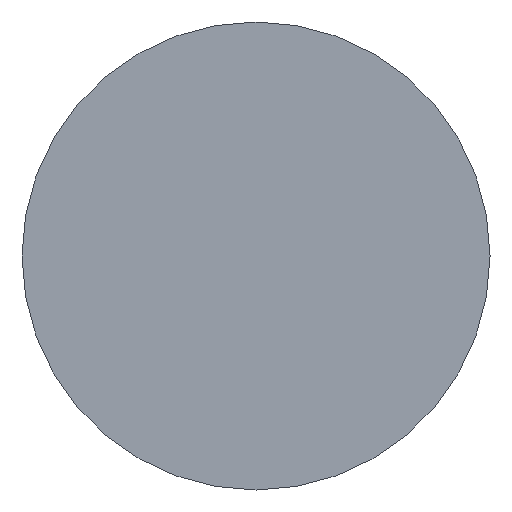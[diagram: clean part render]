
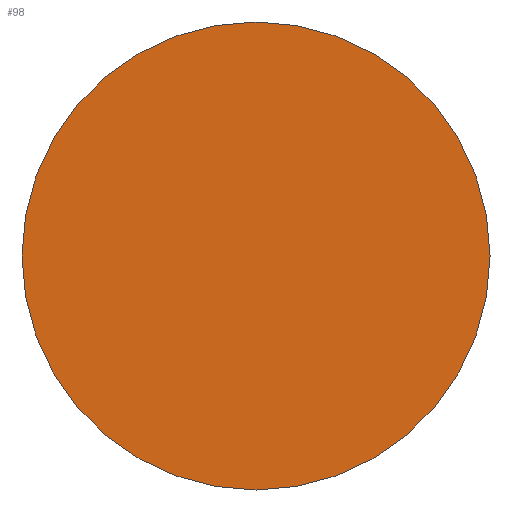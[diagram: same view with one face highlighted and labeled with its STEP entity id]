
A CAD part, front view. The second image highlights one B-rep face of the part: STEP entity #98.
In plain terms, the highlighted planar face has unit normal (0, -1, 0).
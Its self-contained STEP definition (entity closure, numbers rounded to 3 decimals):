
#6 = EDGE_CURVE ( 'NONE', #81, #487, #100, .T. ) ;
#81 = VERTEX_POINT ( 'NONE', #1069 ) ;
#98 = ADVANCED_FACE ( 'NONE', ( #858 ), #789, .F. ) ;
#99 = DIRECTION ( 'NONE',  ( 0., 1., 0. ) ) ;
#100 = CIRCLE ( 'NONE', #1123, 1.5 ) ;
#131 = AXIS2_PLACEMENT_3D ( 'NONE', #304, #204, #917 ) ;
#204 = DIRECTION ( 'NONE',  ( 0., 1., 0. ) ) ;
#288 = CARTESIAN_POINT ( 'NONE',  ( 0., -8., 1.5 ) ) ;
#290 = DIRECTION ( 'NONE',  ( 0., 0., 1. ) ) ;
#304 = CARTESIAN_POINT ( 'NONE',  ( 0., -8., 0. ) ) ;
#384 = ORIENTED_EDGE ( 'NONE', *, *, #6, .F. ) ;
#464 = AXIS2_PLACEMENT_3D ( 'NONE', #691, #534, #653 ) ;
#483 = CIRCLE ( 'NONE', #131, 1.5 ) ;
#487 = VERTEX_POINT ( 'NONE', #288 ) ;
#534 = DIRECTION ( 'NONE',  ( 0., 1., 0. ) ) ;
#653 = DIRECTION ( 'NONE',  ( 0., 0., 1. ) ) ;
#691 = CARTESIAN_POINT ( 'NONE',  ( 0., -8., 0. ) ) ;
#789 = PLANE ( 'NONE',  #464 ) ;
#819 = EDGE_LOOP ( 'NONE', ( #384, #854 ) ) ;
#854 = ORIENTED_EDGE ( 'NONE', *, *, #1077, .F. ) ;
#858 = FACE_OUTER_BOUND ( 'NONE', #819, .T. ) ;
#917 = DIRECTION ( 'NONE',  ( 0., 0., 1. ) ) ;
#1069 = CARTESIAN_POINT ( 'NONE',  ( 0., -8., -1.5 ) ) ;
#1077 = EDGE_CURVE ( 'NONE', #487, #81, #483, .T. ) ;
#1117 = CARTESIAN_POINT ( 'NONE',  ( 0., -8., 0. ) ) ;
#1123 = AXIS2_PLACEMENT_3D ( 'NONE', #1117, #99, #290 ) ;
